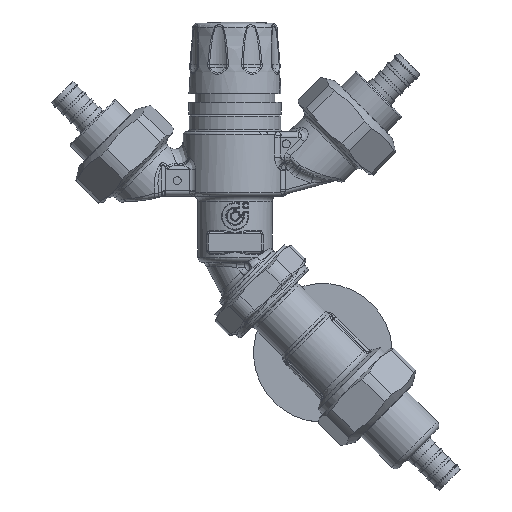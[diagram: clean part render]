
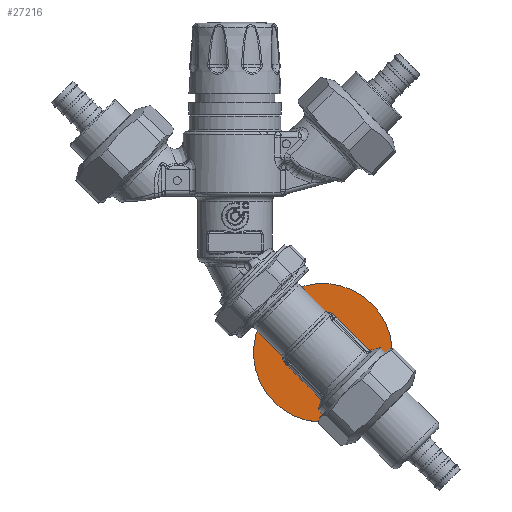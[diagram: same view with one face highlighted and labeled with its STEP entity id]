
A CAD part, top view. The second image highlights one B-rep face of the part: STEP entity #27216.
In plain terms, the highlighted face is planar.
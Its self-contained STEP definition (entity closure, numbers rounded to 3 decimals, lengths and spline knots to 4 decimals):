
#3020=FACE_BOUND('',#6948,.T.);
#5129=FACE_OUTER_BOUND('',#6947,.T.);
#6947=EDGE_LOOP('',(#24687));
#6948=EDGE_LOOP('',(#24688));
#10967=CIRCLE('',#30370,1.03);
#10971=CIRCLE('',#30378,0.3);
#13212=VERTEX_POINT('',#88434);
#13216=VERTEX_POINT('',#88448);
#17048=EDGE_CURVE('',#13212,#13212,#10967,.T.);
#17054=EDGE_CURVE('',#13216,#13216,#10971,.T.);
#24687=ORIENTED_EDGE('',*,*,#17048,.T.);
#24688=ORIENTED_EDGE('',*,*,#17054,.T.);
#25578=PLANE('',#30380);
#27216=ADVANCED_FACE('',(#5129,#3020),#25578,.F.);
#30370=AXIS2_PLACEMENT_3D('',#88436,#37412,#37413);
#30378=AXIS2_PLACEMENT_3D('',#88450,#37430,#37431);
#30380=AXIS2_PLACEMENT_3D('',#88452,#37434,#37435);
#37412=DIRECTION('center_axis',(-1.,0.,0.));
#37413=DIRECTION('ref_axis',(0.,1.,0.));
#37430=DIRECTION('center_axis',(1.,0.,0.));
#37431=DIRECTION('ref_axis',(0.,-1.,0.));
#37434=DIRECTION('center_axis',(1.,0.,0.));
#37435=DIRECTION('ref_axis',(0.,-1.,0.));
#88434=CARTESIAN_POINT('',(1.0824,-1.03,0.));
#88436=CARTESIAN_POINT('Origin',(1.0824,0.,
0.));
#88448=CARTESIAN_POINT('',(1.0824,0.3,0.));
#88450=CARTESIAN_POINT('Origin',(1.0824,0.,
0.));
#88452=CARTESIAN_POINT('Origin',(1.0824,0.,
0.));
